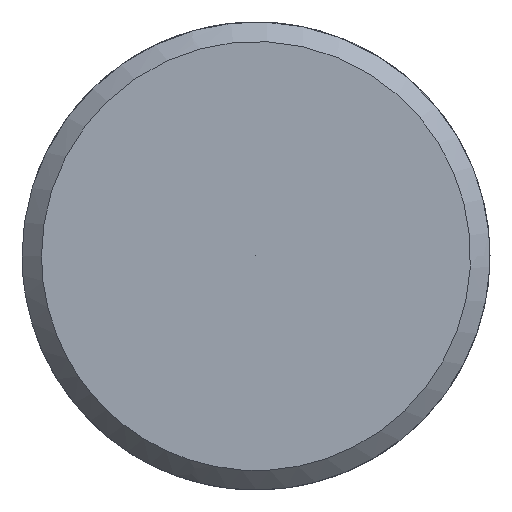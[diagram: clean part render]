
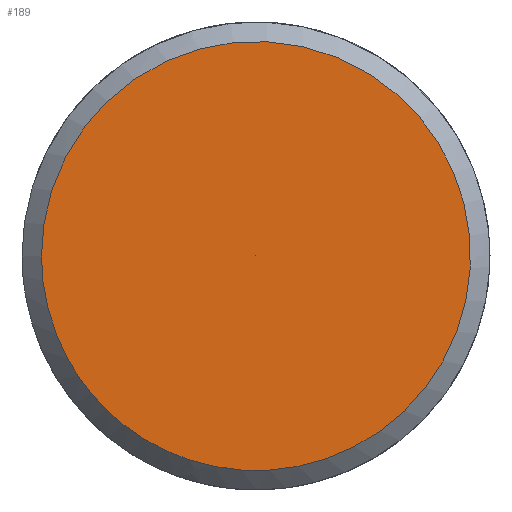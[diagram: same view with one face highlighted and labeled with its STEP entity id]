
A CAD part, left-side view. The second image highlights one B-rep face of the part: STEP entity #189.
In plain terms, the highlighted free-form (B-spline) face has degree [5, 1] with [6, 2] control points.
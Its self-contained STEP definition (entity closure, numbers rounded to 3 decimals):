
#155 = CARTESIAN_POINT ('', (-50., 0., 0.));
#156 = VERTEX_POINT ('', #155);
#157 = CARTESIAN_POINT ('', (-50., 2.75, 0.));
#158 = VERTEX_POINT ('', #157);
#159 = CARTESIAN_POINT ('', (-50., 0., 0.));
#160 = CARTESIAN_POINT ('', (-50., 2.75, 0.));
#161 = B_SPLINE_CURVE_WITH_KNOTS ('', 1, (#159, #160), .UNSPECIFIED., .F., .U., (2, 2), (0., 1.), .UNSPECIFIED.);
#162 = EDGE_CURVE ('', #156, #158, #161, .T.);
#163 = ORIENTED_EDGE ('', *, *, #162, .F.);
#164 = ORIENTED_EDGE ('', *, *, #162, .T.);
#165 = CARTESIAN_POINT ('', (-50., 2.75, 0.));
#166 = CARTESIAN_POINT ('', (-50., 2.75, 11.));
#167 = CARTESIAN_POINT ('', (-50., -8.25, 5.5));
#168 = CARTESIAN_POINT ('', (-50., -8.25, -5.5));
#169 = CARTESIAN_POINT ('', (-50., 2.75, -11.));
#170 = CARTESIAN_POINT ('', (-50., 2.75, 0.));
#171 = (
   BOUNDED_CURVE ()
   B_SPLINE_CURVE (5, (#165, #166, #167, #168, #169, #170), .UNSPECIFIED., .T., .U.)
   B_SPLINE_CURVE_WITH_KNOTS ((6, 6), (0., 1.), .UNSPECIFIED.)
   CURVE ()
   GEOMETRIC_REPRESENTATION_ITEM ()
   RATIONAL_B_SPLINE_CURVE ((5., 1., 1., 1., 1., 5.))
   REPRESENTATION_ITEM ('')
);
#172 = EDGE_CURVE ('', #158, #158, #171, .T.);
#173 = ORIENTED_EDGE ('', *, *, #172, .F.);
#174 = EDGE_LOOP ('', (#163, #164, #173));
#175 = FACE_OUTER_BOUND ('', #174, .T.);
#176 = CARTESIAN_POINT ('', (-50., 0., 0.));
#177 = CARTESIAN_POINT ('', (-50., 2.75, 0.));
#178 = CARTESIAN_POINT ('', (-50., 0., 0.));
#179 = CARTESIAN_POINT ('', (-50., 2.75, 11.));
#180 = CARTESIAN_POINT ('', (-50., 0., 0.));
#181 = CARTESIAN_POINT ('', (-50., -8.25, 5.5));
#182 = CARTESIAN_POINT ('', (-50., 0., 0.));
#183 = CARTESIAN_POINT ('', (-50., -8.25, -5.5));
#184 = CARTESIAN_POINT ('', (-50., 0., 0.));
#185 = CARTESIAN_POINT ('', (-50., 2.75, -11.));
#186 = CARTESIAN_POINT ('', (-50., 0., 0.));
#187 = CARTESIAN_POINT ('', (-50., 2.75, 0.));
#188 = (
   BOUNDED_SURFACE ()
   B_SPLINE_SURFACE (5, 1, ((#176, #177), (#178, #179), (#180, #181), (#182, #183), (#184, #185), (#186, #187)), .UNSPECIFIED., .T., .F., .U.)
   B_SPLINE_SURFACE_WITH_KNOTS ((6, 6), (2, 2), (0., 1.), (0., 1.), .UNSPECIFIED.)
   SURFACE ()
   GEOMETRIC_REPRESENTATION_ITEM ()
   RATIONAL_B_SPLINE_SURFACE (((5., 5.), (1., 1.), (1., 1.), (1., 1.), (1., 1.), (5., 5.)))
   REPRESENTATION_ITEM ('')
);
#189 = ADVANCED_FACE ('', (#175), #188, .T.);
